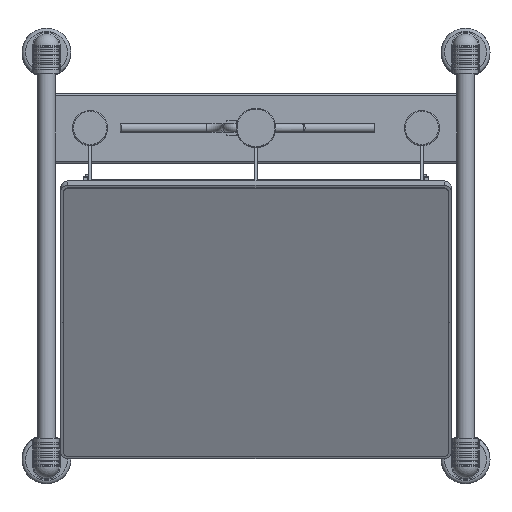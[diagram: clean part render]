
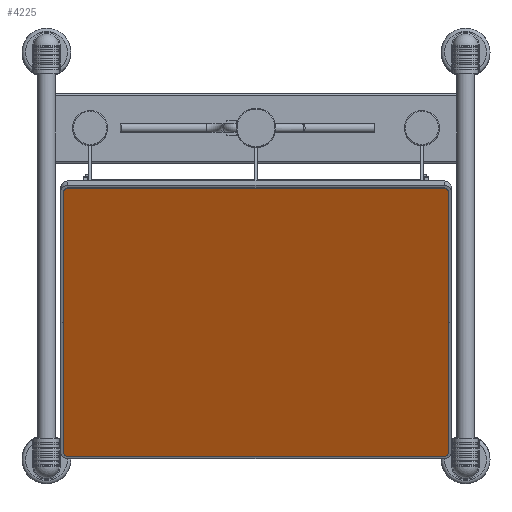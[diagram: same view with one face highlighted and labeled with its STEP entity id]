
A CAD part, top view. The second image highlights one B-rep face of the part: STEP entity #4225.
In plain terms, the highlighted face is planar.
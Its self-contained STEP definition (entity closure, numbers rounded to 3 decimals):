
#486=CIRCLE('',#4969,4.);
#488=CIRCLE('',#4972,4.);
#490=CIRCLE('',#4977,4.);
#492=CIRCLE('',#4980,4.);
#738=FACE_OUTER_BOUND('',#1002,.T.);
#1002=EDGE_LOOP('',(#3156,#3157,#3158,#3159,#3160,#3161,#3162,#3163));
#1313=LINE('',#7089,#1648);
#1316=LINE('',#7096,#1651);
#1323=LINE('',#7115,#1658);
#1324=LINE('',#7116,#1659);
#1648=VECTOR('',#5725,1000.);
#1651=VECTOR('',#5730,1000.);
#1658=VECTOR('',#5753,1000.);
#1659=VECTOR('',#5754,1000.);
#1974=VERTEX_POINT('',#7070);
#1975=VERTEX_POINT('',#7071);
#1978=VERTEX_POINT('',#7079);
#1979=VERTEX_POINT('',#7080);
#1982=VERTEX_POINT('',#7088);
#1984=VERTEX_POINT('',#7094);
#1985=VERTEX_POINT('',#7095);
#1988=VERTEX_POINT('',#7103);
#2396=EDGE_CURVE('',#1974,#1975,#486,.T.);
#2400=EDGE_CURVE('',#1978,#1979,#488,.T.);
#2404=EDGE_CURVE('',#1979,#1982,#1313,.T.);
#2407=EDGE_CURVE('',#1984,#1985,#1316,.T.);
#2411=EDGE_CURVE('',#1985,#1988,#490,.T.);
#2414=EDGE_CURVE('',#1982,#1984,#492,.T.);
#2418=EDGE_CURVE('',#1988,#1974,#1323,.T.);
#2419=EDGE_CURVE('',#1975,#1978,#1324,.T.);
#3156=ORIENTED_EDGE('',*,*,#2418,.T.);
#3157=ORIENTED_EDGE('',*,*,#2396,.T.);
#3158=ORIENTED_EDGE('',*,*,#2419,.T.);
#3159=ORIENTED_EDGE('',*,*,#2400,.T.);
#3160=ORIENTED_EDGE('',*,*,#2404,.T.);
#3161=ORIENTED_EDGE('',*,*,#2414,.T.);
#3162=ORIENTED_EDGE('',*,*,#2407,.T.);
#3163=ORIENTED_EDGE('',*,*,#2411,.T.);
#4080=PLANE('',#4983);
#4225=ADVANCED_FACE('',(#738),#4080,.T.);
#4969=AXIS2_PLACEMENT_3D('',#7072,#5709,#5710);
#4972=AXIS2_PLACEMENT_3D('',#7081,#5717,#5718);
#4977=AXIS2_PLACEMENT_3D('',#7104,#5736,#5737);
#4980=AXIS2_PLACEMENT_3D('',#7109,#5743,#5744);
#4983=AXIS2_PLACEMENT_3D('',#7114,#5751,#5752);
#5709=DIRECTION('center_axis',(0.,0.,1.));
#5710=DIRECTION('ref_axis',(1.,0.,0.));
#5717=DIRECTION('center_axis',(0.,0.,1.));
#5718=DIRECTION('ref_axis',(1.,0.,0.));
#5725=DIRECTION('',(0.,-1.,0.));
#5730=DIRECTION('',(1.,0.,0.));
#5736=DIRECTION('center_axis',(0.,0.,1.));
#5737=DIRECTION('ref_axis',(1.,0.,0.));
#5743=DIRECTION('center_axis',(0.,0.,1.));
#5744=DIRECTION('ref_axis',(1.,0.,0.));
#5751=DIRECTION('center_axis',(0.,0.,1.));
#5752=DIRECTION('ref_axis',(1.,0.,0.));
#5753=DIRECTION('',(0.,1.,0.));
#5754=DIRECTION('',(-1.,0.,0.));
#7070=CARTESIAN_POINT('',(220.,166.,3.));
#7071=CARTESIAN_POINT('',(216.,170.,3.));
#7072=CARTESIAN_POINT('Origin',(216.,166.,3.));
#7079=CARTESIAN_POINT('',(-216.,170.,3.));
#7080=CARTESIAN_POINT('',(-220.,166.,3.));
#7081=CARTESIAN_POINT('Origin',(-216.,166.,3.));
#7088=CARTESIAN_POINT('',(-220.,-166.,3.));
#7089=CARTESIAN_POINT('',(-220.,170.,3.));
#7094=CARTESIAN_POINT('',(-216.,-170.,3.));
#7095=CARTESIAN_POINT('',(216.,-170.,3.));
#7096=CARTESIAN_POINT('',(-220.,-170.,3.));
#7103=CARTESIAN_POINT('',(220.,-166.,3.));
#7104=CARTESIAN_POINT('Origin',(216.,-166.,3.));
#7109=CARTESIAN_POINT('Origin',(-216.,-166.,3.));
#7114=CARTESIAN_POINT('Origin',(0.,0.,3.));
#7115=CARTESIAN_POINT('',(220.,-170.,3.));
#7116=CARTESIAN_POINT('',(220.,170.,3.));
